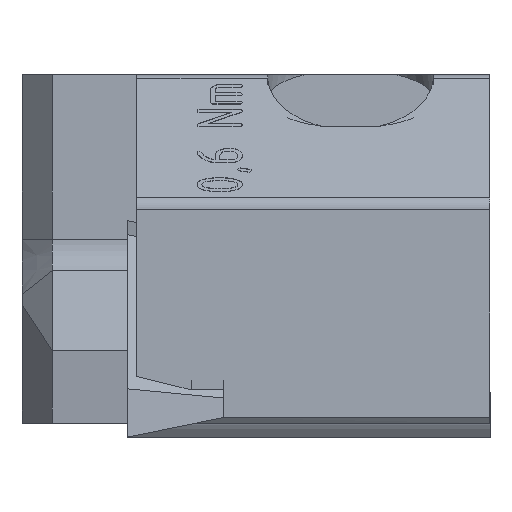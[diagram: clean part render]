
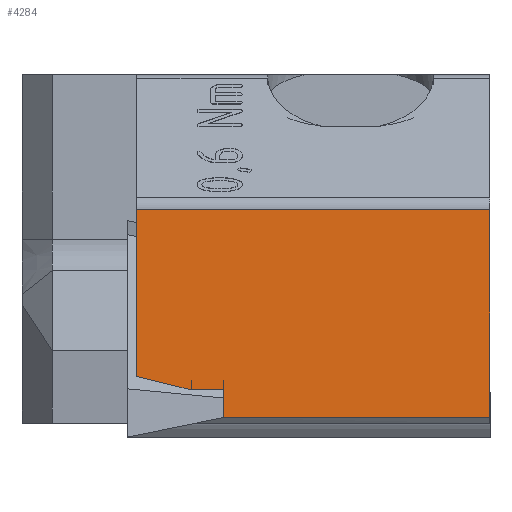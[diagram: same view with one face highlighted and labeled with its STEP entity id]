
A CAD part, left-side view. The second image highlights one B-rep face of the part: STEP entity #4284.
In plain terms, the highlighted planar face has unit normal (-1, 0, 0.018).
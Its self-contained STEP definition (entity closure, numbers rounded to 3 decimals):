
#46 = VERTEX_POINT ( 'NONE', #4985 ) ;
#74 = EDGE_CURVE ( 'Defeature ausgef�hrt2_14+Defeature ausgef�hrt2_46+Defeature ausgef�hrt2_18+Defeature ausgef�hrt2_1', #951, #2928, #5612, .T. ) ;
#87 = CARTESIAN_POINT ( 'NONE',  ( 0.03, 1.11, 2.368 ) ) ;
#210 = ORIENTED_EDGE ( 'NONE', *, *, #5711, .T. ) ;
#302 = DIRECTION ( 'NONE',  ( 0.017, 0., 1. ) ) ;
#516 = CARTESIAN_POINT ( 'NONE',  ( 0.108, -3.18, 6.822 ) ) ;
#686 = CARTESIAN_POINT ( 'NONE',  ( 0.016, -2.099, 1.566 ) ) ;
#694 = CARTESIAN_POINT ( 'NONE',  ( 0.12, -12., 7.539 ) ) ;
#790 = EDGE_CURVE ( 'Defeature ausgef�hrt2_14+Defeature ausgef�hrt2_30+Defeature ausgef�hrt2_4+Defeature ausgef�hrt2_23', #46, #3954, #3691, .T. ) ;
#794 = DIRECTION ( 'NONE',  ( 0., -1., 0. ) ) ;
#809 = CARTESIAN_POINT ( 'NONE',  ( 0., 129.411, 0.652 ) ) ;
#832 = VERTEX_POINT ( 'NONE', #694 ) ;
#915 = EDGE_CURVE ( 'Defeature ausgef�hrt2_23+Defeature ausgef�hrt2_14+Defeature ausgef�hrt2_18+Defeature ausgef�hrt2_30', #832, #3954, #2537, .T. ) ;
#951 = VERTEX_POINT ( 'NONE', #3666 ) ;
#958 = DIRECTION ( 'NONE',  ( -0.004, -0.97, -0.243 ) ) ;
#979 = CARTESIAN_POINT ( 'NONE',  ( 0.12, 129.411, 7.539 ) ) ;
#1096 = ORIENTED_EDGE ( 'NONE', *, *, #915, .F. ) ;
#1165 = AXIS2_PLACEMENT_3D ( 'NONE', #4093, #3592, #3558 ) ;
#1246 = ORIENTED_EDGE ( 'NONE', *, *, #3636, .F. ) ;
#1326 = VECTOR ( 'NONE', #302, 1000. ) ;
#1462 = CARTESIAN_POINT ( 'NONE',  ( 0.108, -3.18, 6.822 ) ) ;
#1742 = VERTEX_POINT ( 'NONE', #3167 ) ;
#1858 = VECTOR ( 'NONE', #3309, 1000. ) ;
#1891 = VECTOR ( 'NONE', #5408, 1000. ) ;
#2206 = CARTESIAN_POINT ( 'NONE',  ( 0.024, -0.3, 2.016 ) ) ;
#2324 = ORIENTED_EDGE ( 'NONE', *, *, #790, .T. ) ;
#2423 = CARTESIAN_POINT ( 'NONE',  ( 0.016, -3.18, 1.566 ) ) ;
#2537 = LINE ( 'NONE', #3059, #4950 ) ;
#2546 = DIRECTION ( 'NONE',  ( -0.017, 0., -1. ) ) ;
#2589 = ORIENTED_EDGE ( 'NONE', *, *, #74, .T. ) ;
#2665 = LINE ( 'NONE', #1462, #1326 ) ;
#2693 = CARTESIAN_POINT ( 'NONE',  ( 0.016, -3.18, 1.566 ) ) ;
#2829 = VERTEX_POINT ( 'NONE', #2423 ) ;
#2928 = VERTEX_POINT ( 'NONE', #2206 ) ;
#3059 = CARTESIAN_POINT ( 'NONE',  ( -0.012, -12., -0.011 ) ) ;
#3167 = CARTESIAN_POINT ( 'NONE',  ( 0.011, -3.18, 1.296 ) ) ;
#3239 = EDGE_LOOP ( 'NONE', ( #2589, #210, #4873, #1246, #3519, #2324, #1096, #4597 ) ) ;
#3309 = DIRECTION ( 'NONE',  ( -0.017, 0., -1. ) ) ;
#3314 = CARTESIAN_POINT ( 'NONE',  ( 0.124, -0.3, 7.777 ) ) ;
#3348 = VECTOR ( 'NONE', #958, 1000. ) ;
#3415 = EDGE_CURVE ( 'Defeature ausgef�hrt2_14+Defeature ausgef�hrt2_25+Defeature ausgef�hrt2_1+Defeature ausgef�hrt2_27', #4402, #2829, #5810, .T. ) ;
#3519 = ORIENTED_EDGE ( 'NONE', *, *, #4418, .F. ) ;
#3558 = DIRECTION ( 'NONE',  ( 0.017, 0., 1. ) ) ;
#3592 = DIRECTION ( 'NONE',  ( 1., 0., -0.017 ) ) ;
#3636 = EDGE_CURVE ( 'Defeature ausgef�hrt2_27+Defeature ausgef�hrt2_14+Defeature ausgef�hrt2_1+Defeature ausgef�hrt2_25', #1742, #2829, #2665, .T. ) ;
#3662 = VECTOR ( 'NONE', #4394, 1000. ) ;
#3665 = PLANE ( 'NONE',  #1165 ) ;
#3666 = CARTESIAN_POINT ( 'NONE',  ( 0.12, -0.3, 7.539 ) ) ;
#3691 = LINE ( 'NONE', #809, #3878 ) ;
#3878 = VECTOR ( 'NONE', #794, 1000. ) ;
#3954 = VERTEX_POINT ( 'NONE', #5841 ) ;
#4093 = CARTESIAN_POINT ( 'NONE',  ( 0.124, 129.411, 7.777 ) ) ;
#4094 = EDGE_CURVE ( 'Defeature ausgef�hrt2_18+Defeature ausgef�hrt2_14+Defeature ausgef�hrt2_46+Defeature ausgef�hrt2_23', #951, #832, #4158, .T. ) ;
#4158 = LINE ( 'NONE', #979, #1891 ) ;
#4218 = VECTOR ( 'NONE', #5215, 1000. ) ;
#4284 = ADVANCED_FACE ( 'Defeature ausgef�hrt2_14', ( #4941 ), #3665, .F. ) ;
#4370 = LINE ( 'NONE', #516, #4218 ) ;
#4394 = DIRECTION ( 'NONE',  ( 0., -1., 0. ) ) ;
#4402 = VERTEX_POINT ( 'NONE', #686 ) ;
#4418 = EDGE_CURVE ( 'Defeature ausgef�hrt2_4+Defeature ausgef�hrt2_14+Defeature ausgef�hrt2_3+Defeature ausgef�hrt2_1', #46, #1742, #4370, .T. ) ;
#4597 = ORIENTED_EDGE ( 'NONE', *, *, #4094, .F. ) ;
#4873 = ORIENTED_EDGE ( 'NONE', *, *, #3415, .T. ) ;
#4941 = FACE_OUTER_BOUND ( 'NONE', #3239, .T. ) ;
#4950 = VECTOR ( 'NONE', #2546, 1000. ) ;
#4985 = CARTESIAN_POINT ( 'NONE',  ( 0., -3.18, 0.652 ) ) ;
#5215 = DIRECTION ( 'NONE',  ( 0.017, 0., 1. ) ) ;
#5408 = DIRECTION ( 'NONE',  ( 0., -1., 0. ) ) ;
#5612 = LINE ( 'NONE', #3314, #1858 ) ;
#5711 = EDGE_CURVE ( 'Defeature ausgef�hrt2_14+Defeature ausgef�hrt2_1+Defeature ausgef�hrt2_46+Defeature ausgef�hrt2_25', #2928, #4402, #5795, .T. ) ;
#5795 = LINE ( 'NONE', #87, #3348 ) ;
#5810 = LINE ( 'NONE', #2693, #3662 ) ;
#5841 = CARTESIAN_POINT ( 'NONE',  ( 0., -12., 0.652 ) ) ;
